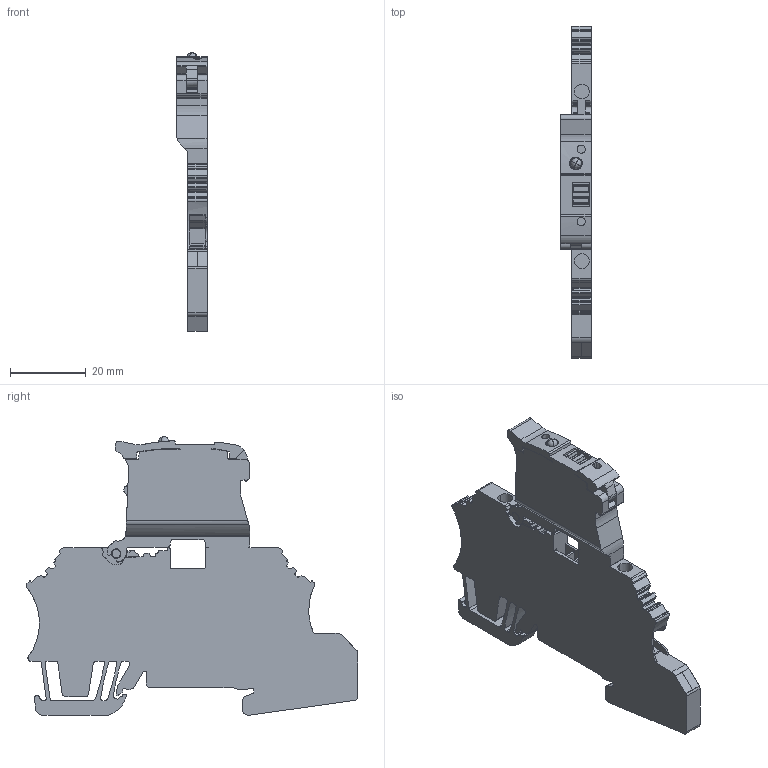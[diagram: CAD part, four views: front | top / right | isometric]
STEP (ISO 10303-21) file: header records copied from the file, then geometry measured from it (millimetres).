
FILE_DESCRIPTION(('CATIA V5 STEP Exchange','CAx-IF Rec.Pracs.--- Model Styling and Organization---1.4--- 2014-01-23'),'2;1');
FILE_NAME ('D1449551_0', '2020-04-29T04:42:56+00:00', ('none'), ('Weidmueller'), 'CATIA Version 5-6 Release 2016 SP3 HF44', 'CATIA V5 STEP AP214', 'none');
FILE_SCHEMA(('AUTOMOTIVE_DESIGN { 1 0 10303 214 1 1 1 1 }'));
Length unit declared in the file: millimetre
Products named in the file (1): 1163080000_WMF_2-5_FU_PE_100-250V_SW
Bounding box: 8.04 x 87.73 x 73.65 mm (x, y, z)
Volume: 19610.1 mm3; surface area: 12316.2 mm2
Topology: 4 solids, 4 shells, 670 faces, 1984 edges, 1329 vertices
Faces by surface type: plane 317, cylinder 304, extrusion 37, torus 6, sphere 4, cone 2
Entity records: 23667 total; most frequent: CARTESIAN_POINT 5894, ORIENTED_EDGE 3960, DIRECTION 2831, EDGE_CURVE 1980, VERTEX_POINT 1329, VECTOR 1263, LINE 1226, AXIS2_PLACEMENT_3D 1028
